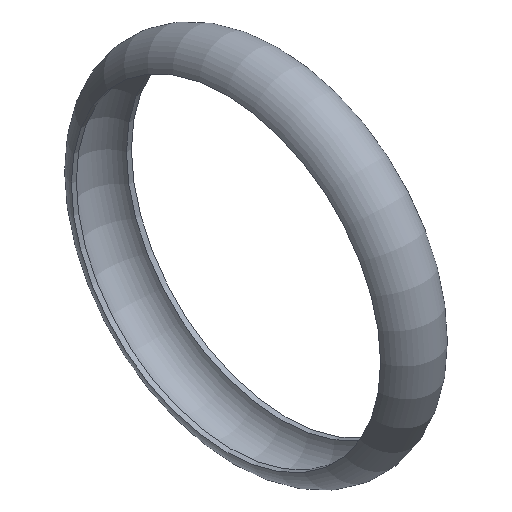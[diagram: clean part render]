
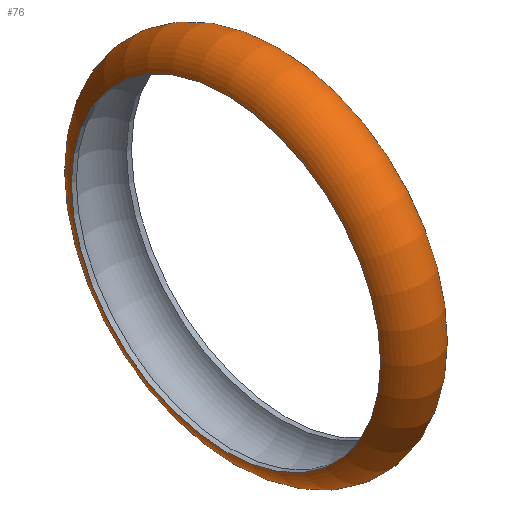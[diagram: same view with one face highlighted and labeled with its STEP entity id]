
A CAD part, isometric view. The second image highlights one B-rep face of the part: STEP entity #76.
In plain terms, the highlighted toroidal (fillet/blend) face has major radius 24.625 mm and minor radius 5.125 mm.
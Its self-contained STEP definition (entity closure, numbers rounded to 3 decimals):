
#76=ADVANCED_FACE('',(#112,#114),#116,.T.);
#112=FACE_OUTER_BOUND('',#113,.T.);
#113=EDGE_LOOP('',(#134));
#114=FACE_OUTER_BOUND('',#115,.T.);
#115=EDGE_LOOP('',(#135));
#116=TOROIDAL_SURFACE('',#117,24.625,5.125);
#117=AXIS2_PLACEMENT_3D('',#118,#119,#120);
#118=CARTESIAN_POINT('',(0.,0.,0.));
#119=DIRECTION('',(1.,0.,0.));
#120=DIRECTION('',(0.,0.,-1.));
#134=ORIENTED_EDGE('',*,*,#140,.F.);
#135=ORIENTED_EDGE('',*,*,#141,.T.);
#140=EDGE_CURVE('',#146,#146,#147,.T.);
#141=EDGE_CURVE('',#148,#148,#149,.T.);
#146=VERTEX_POINT('',#160);
#147=CIRCLE('',#161,25.75);
#148=VERTEX_POINT('',#165);
#149=CIRCLE('',#166,25.75);
#160=CARTESIAN_POINT('',(5.,0.,-25.75));
#161=AXIS2_PLACEMENT_3D('',#162,#163,#164);
#162=CARTESIAN_POINT('',(5.,0.,0.));
#163=DIRECTION('',(1.,0.,0.));
#164=DIRECTION('',(0.,0.,-1.));
#165=CARTESIAN_POINT('',(-5.,0.,-25.75));
#166=AXIS2_PLACEMENT_3D('',#167,#168,#169);
#167=CARTESIAN_POINT('',(-5.,0.,0.));
#168=DIRECTION('',(1.,0.,0.));
#169=DIRECTION('',(0.,0.,-1.));
